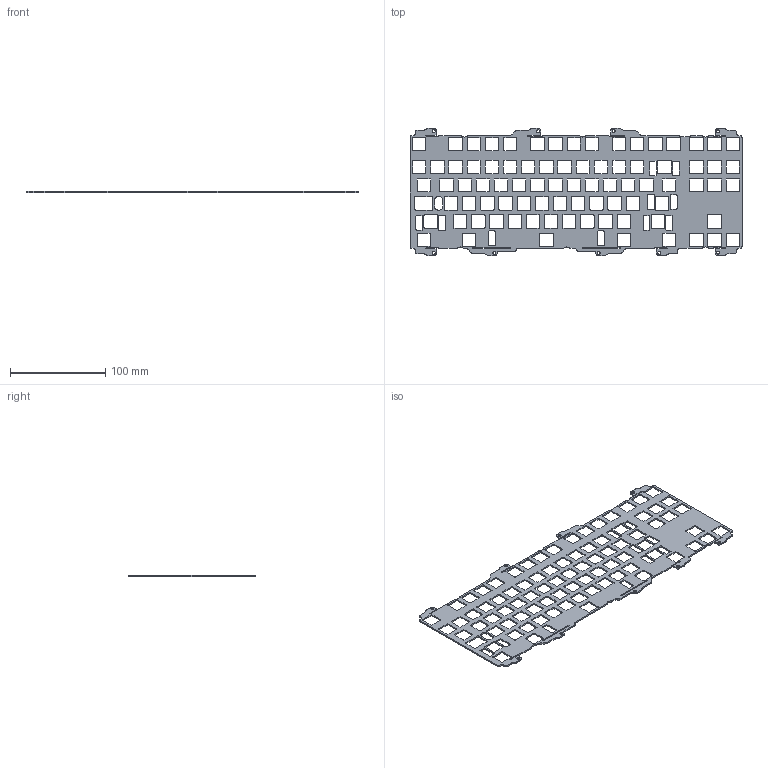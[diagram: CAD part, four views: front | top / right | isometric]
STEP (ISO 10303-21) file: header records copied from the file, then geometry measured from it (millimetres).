
FILE_DESCRIPTION(/* description */ (''),/* implementation_level */ '2;1');
FILE_NAME(/* name */ 'GEHIRN_ANSI_MEMEPLATE.step',/* time_stamp */ '2024-01-19T16:47:37+02:00',/* author */ (''),/* organization */ (''),/* preprocessor_version */ 'ST-DEVELOPER v20',/* originating_system */ 'Autodesk Translation Framework v12.14.0.127',/* authorisation */ '');
FILE_SCHEMA (('AUTOMOTIVE_DESIGN { 1 0 10303 214 3 1 1 }'));
Length unit declared in the file: millimetre
Products named in the file (1): GEHIRN_ANSI_TOP_MOUNT_ONLY_PLATE
Bounding box: 348.11 x 133.48 x 1.5 mm (x, y, z)
Volume: 37177.9 mm3; surface area: 59400.3 mm2
Topology: 1 solids, 1 shells, 954 faces, 2856 edges, 1904 vertices
Faces by surface type: cylinder 497, plane 457
Full cylindrical faces by diameter (mm): 3.2 x9
Entity records: 32898 total; most frequent: DIRECTION 5760, CARTESIAN_POINT 5715, ORIENTED_EDGE 5712, EDGE_CURVE 2856, AXIS2_PLACEMENT_3D 1949, VERTEX_POINT 1904, LINE 1862, VECTOR 1862
